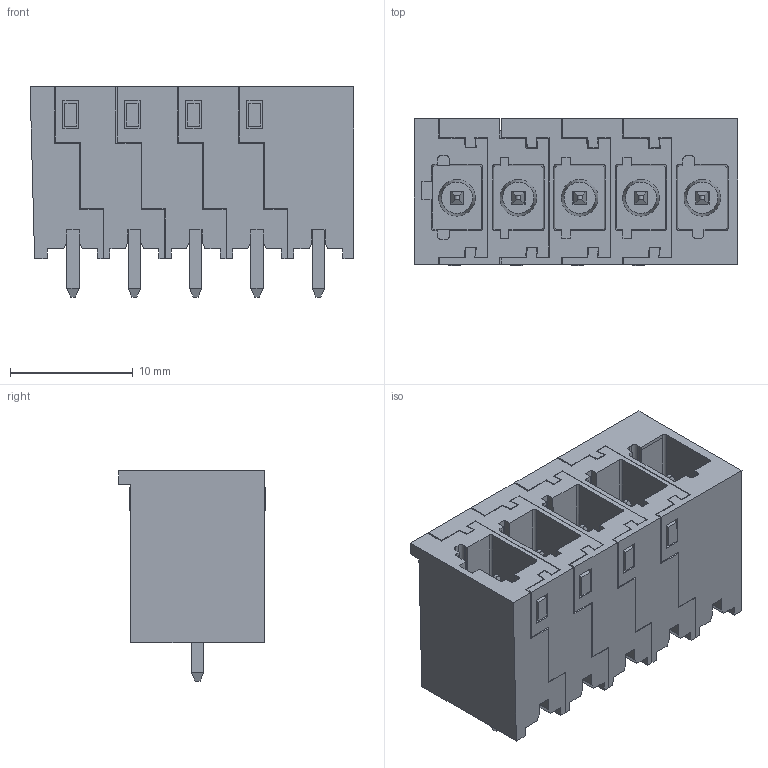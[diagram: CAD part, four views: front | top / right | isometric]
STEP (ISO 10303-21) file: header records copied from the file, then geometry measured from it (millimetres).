
FILE_DESCRIPTION(('CATIA V5 STEP Exchange','CAx-IF Rec.Pracs.--- Model Styling and Organization---1.4--- 2014-01-23'),'2;1');
FILE_NAME ('1328185-3_0_8000072435_8000072435.stp','2022-05-03T11:17:07+00:00',('none'),('Weidmueller'),'CATIA Version 5-6 Release 2016 SP3 HF44','CATIA V5 STEP AP214','none');
FILE_SCHEMA(('AUTOMOTIVE_DESIGN { 1 0 10303 214 1 1 1 1 }'));
Length unit declared in the file: millimetre
Products named in the file (1): 8000072435
Bounding box: 26.4 x 11.98 x 17.15 mm (x, y, z)
Volume: 2736.4 mm3; surface area: 5325.4 mm2
Topology: 10 solids, 10 shells, 575 faces, 1578 edges, 1032 vertices
Faces by surface type: plane 520, cylinder 45, cone 10
Entity records: 18294 total; most frequent: CARTESIAN_POINT 3716, ORIENTED_EDGE 3156, DIRECTION 2688, EDGE_CURVE 1578, VECTOR 1468, LINE 1468, VERTEX_POINT 1032, AXIS2_PLACEMENT_3D 646
